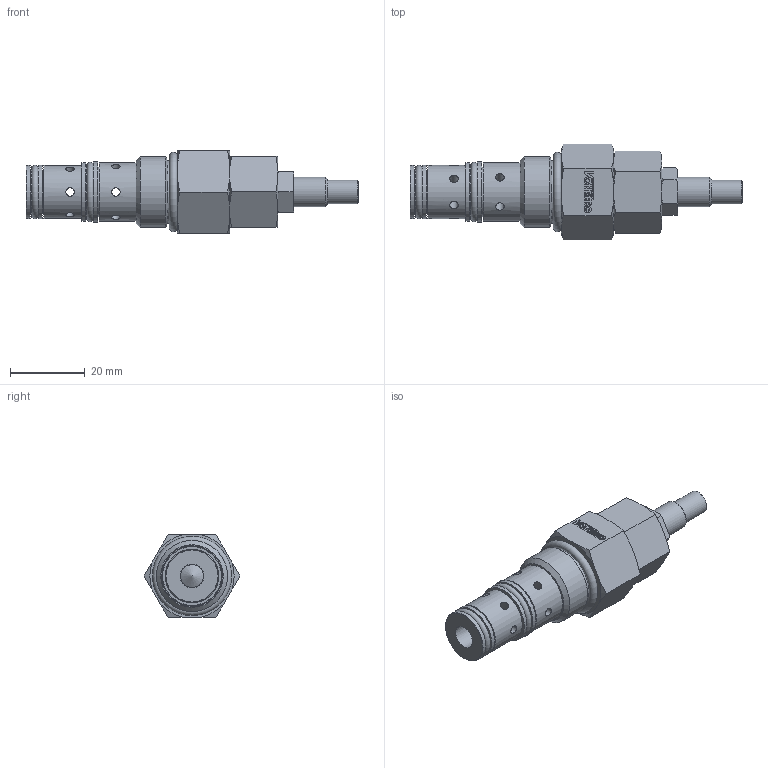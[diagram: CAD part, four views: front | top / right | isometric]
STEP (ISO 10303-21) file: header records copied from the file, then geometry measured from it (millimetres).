
FILE_DESCRIPTION((''),'2;1');
FILE_NAME('2708.stp','2015-02-05T08:51:52',('jml'),(''),'Autodesk Inventor 2010','Autodesk Inventor 2010','');
FILE_SCHEMA(('AUTOMOTIVE_DESIGN { 1 0 10303 214 1 1 1 1 }'));
Length unit declared in the file: inch
Products named in the file (12): 2708 (LevelofDetail1); 220883; 220743; 220746; 009 O-RING; 013 O-RING; 013 BACKUP; 014 O-RING; 014 BACKUP; 906 O-RING; 908 O-RING; 990172
Assembly tree (11 placements, depth 2):
  2708 (LevelofDetail1)
    220883
    220743
    220746
    009 O-RING
    013 O-RING
    013 BACKUP
    014 O-RING
    014 BACKUP
    906 O-RING
    908 O-RING
    990172
Bounding box: 89.06 x 25.66 x 22.23 mm (x, y, z)
Volume: 17305.7 mm3; surface area: 11552.5 mm2
Topology: 11 solids, 11 shells, 264 faces, 691 edges, 490 vertices
Faces by surface type: plane 138, cone 60, cylinder 49, bspline 10, torus 7
Full cylindrical faces by diameter (mm): 1.044 x1, 2.261 x12, 5.461 x1, 6.35 x2, 7.036 x1, 7.874 x1, 7.925 x1, 8.331 x2, 11.43 x1, 11.659 x1, 12.294 x1, 13.208 x1, 13.335 x1, 14.224 x2, 14.275 x1, 14.427 x1, 15.773 x2, 16.205 x1, 16.815 x1, 19.05 x1
Entity records: 9054 total; most frequent: CARTESIAN_POINT 2526, DIRECTION 1200, ORIENTED_EDGE 1162, EDGE_CURVE 581, AXIS2_PLACEMENT_3D 444, VERTEX_POINT 421, EDGE_LOOP 390, VECTOR 312
